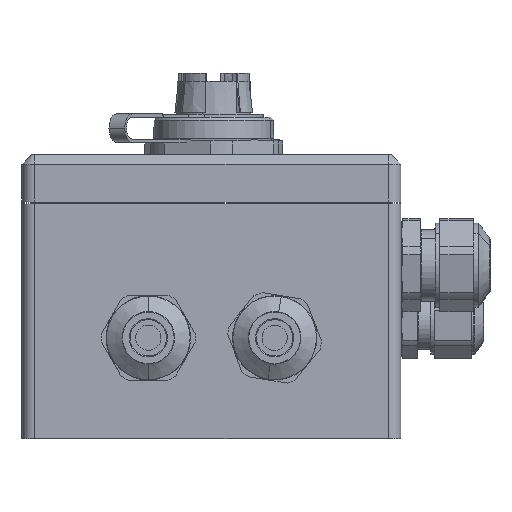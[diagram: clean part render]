
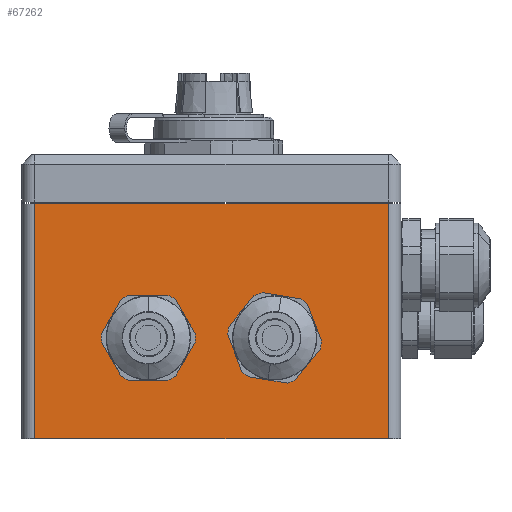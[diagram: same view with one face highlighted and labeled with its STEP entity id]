
A CAD part, left-side view. The second image highlights one B-rep face of the part: STEP entity #67262.
In plain terms, the highlighted planar face has unit normal (-1, 0, 0).
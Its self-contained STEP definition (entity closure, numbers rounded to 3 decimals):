
#4692 = CIRCLE ( 'NONE', #62348, 10. ) ;
#5688 = DIRECTION ( 'NONE',  ( -1., 0., 0. ) ) ;
#10578 = CARTESIAN_POINT ( 'NONE',  ( -60., -60., 0. ) ) ;
#11091 = VERTEX_POINT ( 'NONE', #72082 ) ;
#11735 = FACE_OUTER_BOUND ( 'NONE', #35324, .T. ) ;
#11748 = CARTESIAN_POINT ( 'NONE',  ( -60., 56., 90. ) ) ;
#14947 = EDGE_CURVE ( 'NONE', #43789, #38205, #23832, .T. ) ;
#15572 = EDGE_CURVE ( 'NONE', #80427, #45288, #4692, .T. ) ;
#17789 = LINE ( 'NONE', #11748, #18981 ) ;
#18181 = EDGE_CURVE ( 'NONE', #57999, #28914, #75147, .T. ) ;
#18981 = VECTOR ( 'NONE', #76711, 1000. ) ;
#22214 = DIRECTION ( 'NONE',  ( 0., 0., 1. ) ) ;
#22681 = LINE ( 'NONE', #48886, #80207 ) ;
#23337 = AXIS2_PLACEMENT_3D ( 'NONE', #66472, #46278, #41123 ) ;
#23832 = CIRCLE ( 'NONE', #71867, 10. ) ;
#25115 = EDGE_CURVE ( 'NONE', #11091, #28914, #22681, .T. ) ;
#28234 = ORIENTED_EDGE ( 'NONE', *, *, #25115, .T. ) ;
#28914 = VERTEX_POINT ( 'NONE', #59817 ) ;
#28998 = AXIS2_PLACEMENT_3D ( 'NONE', #43159, #36710, #69391 ) ;
#30275 = FACE_BOUND ( 'NONE', #78562, .T. ) ;
#33534 = CARTESIAN_POINT ( 'NONE',  ( -60., -20., 32. ) ) ;
#33971 = DIRECTION ( 'NONE',  ( -1., 0., 0. ) ) ;
#34326 = EDGE_LOOP ( 'NONE', ( #49878, #44543 ) ) ;
#35324 = EDGE_LOOP ( 'NONE', ( #28234, #38228, #51199, #36917 ) ) ;
#35959 = CARTESIAN_POINT ( 'NONE',  ( -60., 56., 0. ) ) ;
#36710 = DIRECTION ( 'NONE',  ( 1., 0., 0. ) ) ;
#36917 = ORIENTED_EDGE ( 'NONE', *, *, #43419, .T. ) ;
#37973 = PLANE ( 'NONE',  #28998 ) ;
#38205 = VERTEX_POINT ( 'NONE', #79764 ) ;
#38228 = ORIENTED_EDGE ( 'NONE', *, *, #18181, .F. ) ;
#39739 = DIRECTION ( 'NONE',  ( -1., 0., 0. ) ) ;
#40745 = VERTEX_POINT ( 'NONE', #35959 ) ;
#41123 = DIRECTION ( 'NONE',  ( 0., 0., 1. ) ) ;
#41155 = CIRCLE ( 'NONE', #79580, 10. ) ;
#41174 = LINE ( 'NONE', #10578, #59491 ) ;
#43159 = CARTESIAN_POINT ( 'NONE',  ( -60., -60., 90. ) ) ;
#43419 = EDGE_CURVE ( 'NONE', #40745, #11091, #41174, .T. ) ;
#43789 = VERTEX_POINT ( 'NONE', #61795 ) ;
#44543 = ORIENTED_EDGE ( 'NONE', *, *, #15572, .F. ) ;
#45288 = VERTEX_POINT ( 'NONE', #69796 ) ;
#46278 = DIRECTION ( 'NONE',  ( -1., 0., 0. ) ) ;
#48886 = CARTESIAN_POINT ( 'NONE',  ( -60., -56., 90. ) ) ;
#49878 = ORIENTED_EDGE ( 'NONE', *, *, #84567, .F. ) ;
#51199 = ORIENTED_EDGE ( 'NONE', *, *, #55954, .T. ) ;
#54160 = CARTESIAN_POINT ( 'NONE',  ( -60., 56., 74.5 ) ) ;
#55816 = DIRECTION ( 'NONE',  ( 0., -1., 0. ) ) ;
#55954 = EDGE_CURVE ( 'NONE', #57999, #40745, #17789, .T. ) ;
#57318 = DIRECTION ( 'NONE',  ( 0., 0., 1. ) ) ;
#57999 = VERTEX_POINT ( 'NONE', #54160 ) ;
#59086 = CARTESIAN_POINT ( 'NONE',  ( -60., 20., 32. ) ) ;
#59491 = VECTOR ( 'NONE', #70350, 1000. ) ;
#59504 = DIRECTION ( 'NONE',  ( 0., 0., 1. ) ) ;
#59817 = CARTESIAN_POINT ( 'NONE',  ( -60., -56., 74.5 ) ) ;
#61392 = CARTESIAN_POINT ( 'NONE',  ( -60., 60., 74.5 ) ) ;
#61795 = CARTESIAN_POINT ( 'NONE',  ( -60., 20., 22. ) ) ;
#62145 = ORIENTED_EDGE ( 'NONE', *, *, #14947, .F. ) ;
#62348 = AXIS2_PLACEMENT_3D ( 'NONE', #33534, #33971, #22214 ) ;
#64142 = CARTESIAN_POINT ( 'NONE',  ( -60., 20., 32. ) ) ;
#64153 = VECTOR ( 'NONE', #55816, 1000. ) ;
#64910 = CARTESIAN_POINT ( 'NONE',  ( -60., -20., 22. ) ) ;
#65084 = EDGE_CURVE ( 'NONE', #38205, #43789, #41155, .T. ) ;
#66472 = CARTESIAN_POINT ( 'NONE',  ( -60., -20., 32. ) ) ;
#67262 = ADVANCED_FACE ( 'NONE', ( #30275, #68961, #11735 ), #37973, .F. ) ;
#67283 = CIRCLE ( 'NONE', #23337, 10. ) ;
#68961 = FACE_BOUND ( 'NONE', #34326, .T. ) ;
#69391 = DIRECTION ( 'NONE',  ( 0., 0., -1. ) ) ;
#69796 = CARTESIAN_POINT ( 'NONE',  ( -60., -20., 42. ) ) ;
#70350 = DIRECTION ( 'NONE',  ( 0., -1., 0. ) ) ;
#71867 = AXIS2_PLACEMENT_3D ( 'NONE', #59086, #39739, #59504 ) ;
#72082 = CARTESIAN_POINT ( 'NONE',  ( -60., -56., 0. ) ) ;
#73942 = ORIENTED_EDGE ( 'NONE', *, *, #65084, .F. ) ;
#75127 = DIRECTION ( 'NONE',  ( 0., 0., 1. ) ) ;
#75147 = LINE ( 'NONE', #61392, #64153 ) ;
#76711 = DIRECTION ( 'NONE',  ( 0., 0., -1. ) ) ;
#78562 = EDGE_LOOP ( 'NONE', ( #73942, #62145 ) ) ;
#79580 = AXIS2_PLACEMENT_3D ( 'NONE', #64142, #5688, #57318 ) ;
#79764 = CARTESIAN_POINT ( 'NONE',  ( -60., 20., 42. ) ) ;
#80207 = VECTOR ( 'NONE', #75127, 1000. ) ;
#80427 = VERTEX_POINT ( 'NONE', #64910 ) ;
#84567 = EDGE_CURVE ( 'NONE', #45288, #80427, #67283, .T. ) ;
